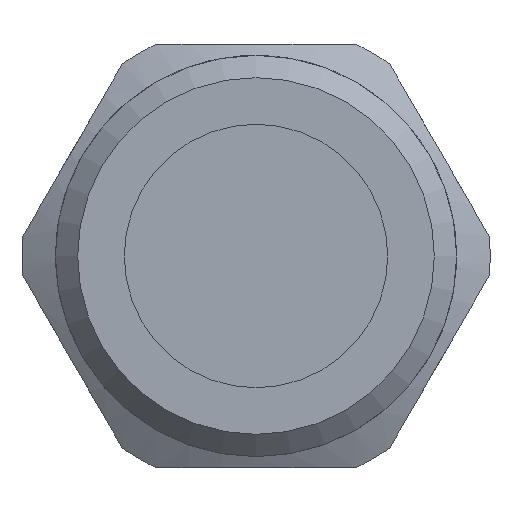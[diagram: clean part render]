
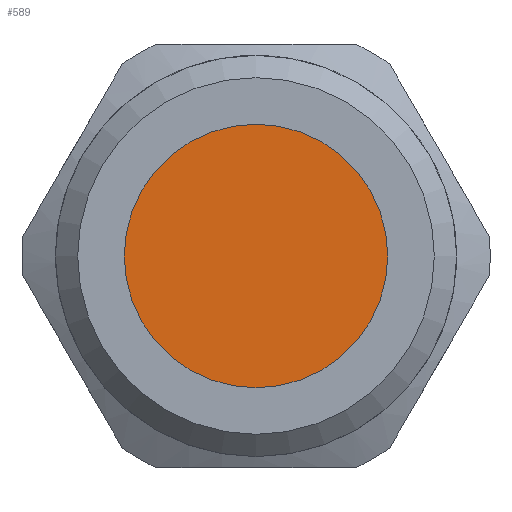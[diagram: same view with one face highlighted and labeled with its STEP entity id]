
A CAD part, front view. The second image highlights one B-rep face of the part: STEP entity #589.
In plain terms, the highlighted planar face has unit normal (0, -1, 0).
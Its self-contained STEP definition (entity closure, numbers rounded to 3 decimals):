
#72=PLANE('',#646);
#170=ORIENTED_EDGE('',*,*,#172,.T.);
#172=EDGE_CURVE('',#221,#221,#258,.F.);
#221=VERTEX_POINT('',#770);
#258=CIRCLE('',#597,5.91);
#321=EDGE_LOOP('',(#170));
#361=FACE_BOUND('',#321,.T.);
#589=ADVANCED_FACE('',(#361),#72,.F.);
#597=AXIS2_PLACEMENT_3D('',#769,#653,#654);
#646=AXIS2_PLACEMENT_3D('',#926,#763,#764);
#653=DIRECTION('',(0.,1.,0.));
#654=DIRECTION('',(0.,0.,1.));
#763=DIRECTION('',(0.,1.,0.));
#764=DIRECTION('',(0.,0.,1.));
#769=CARTESIAN_POINT('',(0.,2.,0.));
#770=CARTESIAN_POINT('',(0.,2.,5.91));
#926=CARTESIAN_POINT('',(0.,2.,0.));
